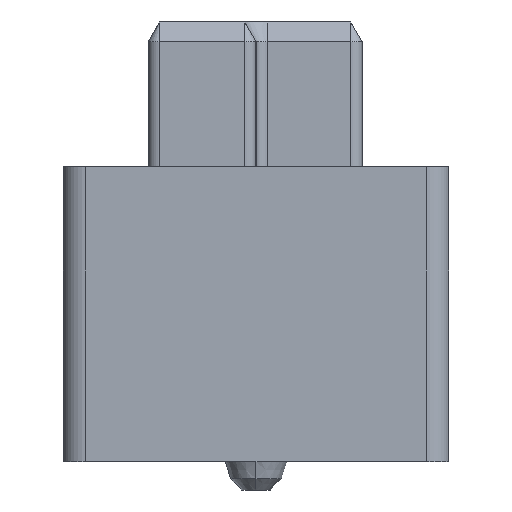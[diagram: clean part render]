
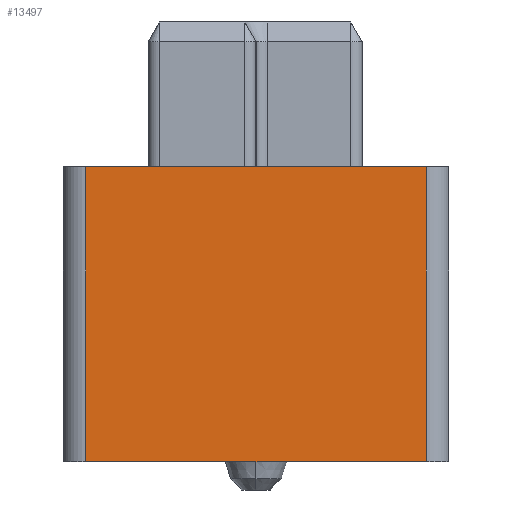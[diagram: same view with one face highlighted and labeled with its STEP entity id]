
A CAD part, left-side view. The second image highlights one B-rep face of the part: STEP entity #13497.
In plain terms, the highlighted planar face has unit normal (-1, 0, 0).
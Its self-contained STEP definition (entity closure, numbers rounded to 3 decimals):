
#134=DIRECTION('',(0.,0.,1.));
#135=VECTOR('',#134,5.2);
#136=CARTESIAN_POINT('',(-10.9,3.,-7.75));
#137=LINE('',#136,#135);
#138=DIRECTION('',(0.,0.,-1.));
#139=VECTOR('',#138,5.2);
#140=CARTESIAN_POINT('',(-10.9,-3.,-2.55));
#141=LINE('',#140,#139);
#142=DIRECTION('',(0.,1.,0.));
#143=VECTOR('',#142,6.);
#144=CARTESIAN_POINT('',(-10.9,-3.,-7.75));
#145=LINE('',#144,#143);
#156=DIRECTION('',(0.,1.,0.));
#157=VECTOR('',#156,6.);
#158=CARTESIAN_POINT('',(-10.9,-3.,-2.55));
#159=LINE('',#158,#157);
#12667=CARTESIAN_POINT('',(-10.9,3.,-2.55));
#12669=VERTEX_POINT('',#12667);
#12670=CARTESIAN_POINT('',(-10.9,3.,-7.75));
#12671=VERTEX_POINT('',#12670);
#12675=CARTESIAN_POINT('',(-10.9,-3.,-7.75));
#12677=VERTEX_POINT('',#12675);
#12678=CARTESIAN_POINT('',(-10.9,-3.,-2.55));
#12679=VERTEX_POINT('',#12678);
#13482=CARTESIAN_POINT('',(-10.9,0.,0.));
#13483=DIRECTION('',(1.,0.,0.));
#13484=DIRECTION('',(0.,1.,0.));
#13485=AXIS2_PLACEMENT_3D('',#13482,#13483,#13484);
#13486=PLANE('',#13485);
#13488=ORIENTED_EDGE('',*,*,#13487,.T.);
#13490=ORIENTED_EDGE('',*,*,#13489,.F.);
#13492=ORIENTED_EDGE('',*,*,#13491,.T.);
#13494=ORIENTED_EDGE('',*,*,#13493,.T.);
#13495=EDGE_LOOP('',(#13488,#13490,#13492,#13494));
#13496=FACE_OUTER_BOUND('',#13495,.F.);
#13487=EDGE_CURVE('',#12671,#12669,#137,.T.);
#13489=EDGE_CURVE('',#12679,#12669,#159,.T.);
#13491=EDGE_CURVE('',#12679,#12677,#141,.T.);
#13493=EDGE_CURVE('',#12677,#12671,#145,.T.);
#13497=ADVANCED_FACE('',(#13496),#13486,.F.);
